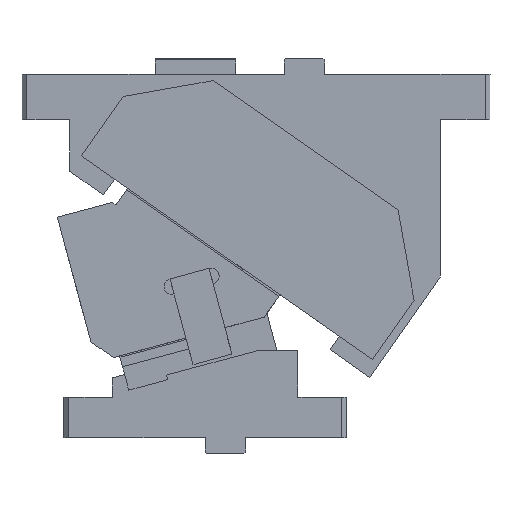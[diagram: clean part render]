
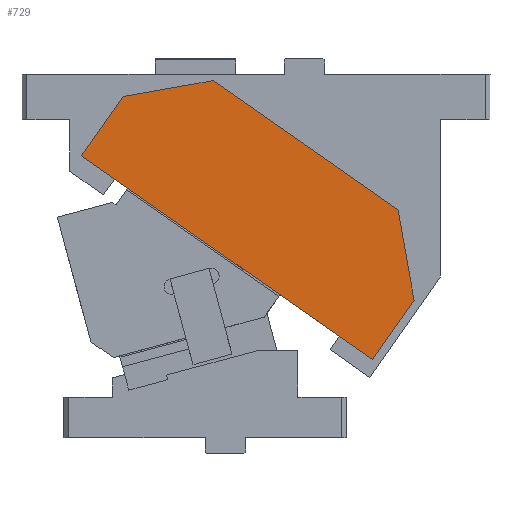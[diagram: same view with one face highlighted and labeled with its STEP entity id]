
A CAD part, left-side view. The second image highlights one B-rep face of the part: STEP entity #729.
In plain terms, the highlighted planar face has unit normal (-1, 0, 0).
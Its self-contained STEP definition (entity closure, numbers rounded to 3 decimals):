
#556=CARTESIAN_POINT('Vertex',(219.867,524.027,-50.511)) ;
#561=CARTESIAN_POINT('Line Origine',(219.867,511.121,-32.08)) ;
#565=CARTESIAN_POINT('Vertex',(219.867,498.216,-13.649)) ;
#592=CARTESIAN_POINT('Line Origine',(219.867,470.361,-8.738)) ;
#596=CARTESIAN_POINT('Vertex',(219.867,442.507,-3.826)) ;
#627=CARTESIAN_POINT('Vertex',(219.867,318.002,-139.836)) ;
#632=CARTESIAN_POINT('Line Origine',(219.867,330.908,-158.267)) ;
#636=CARTESIAN_POINT('Vertex',(219.867,343.813,-176.698)) ;
#674=CARTESIAN_POINT('Vertex',(219.867,327.825,-84.127)) ;
#677=CARTESIAN_POINT('Line Origine',(219.867,322.914,-111.982)) ;
#694=CARTESIAN_POINT('Line Origine',(219.867,385.166,-43.977)) ;
#711=CARTESIAN_POINT('Axis2P3D Location',(219.867,412.107,-82.452)) ;
#716=CARTESIAN_POINT('Line Origine',(219.867,433.92,-113.605)) ;
#562=DIRECTION('Vector Direction',(0.,0.574,-0.819)) ;
#593=DIRECTION('Vector Direction',(0.,0.985,-0.174)) ;
#633=DIRECTION('Vector Direction',(0.,-0.574,0.819)) ;
#678=DIRECTION('Vector Direction',(0.,0.174,0.985)) ;
#695=DIRECTION('Vector Direction',(0.,0.819,0.574)) ;
#712=DIRECTION('Axis2P3D Direction',(1.,0.,-0.)) ;
#713=DIRECTION('Axis2P3D XDirection',(0.,0.819,0.574)) ;
#717=DIRECTION('Vector Direction',(0.,-0.819,-0.574)) ;
#714=AXIS2_PLACEMENT_3D('Plane Axis2P3D',#711,#712,#713) ;
#722=ORIENTED_EDGE('',*,*,#598,.T.) ;
#723=ORIENTED_EDGE('',*,*,#567,.T.) ;
#724=ORIENTED_EDGE('',*,*,#720,.T.) ;
#725=ORIENTED_EDGE('',*,*,#638,.T.) ;
#726=ORIENTED_EDGE('',*,*,#681,.T.) ;
#727=ORIENTED_EDGE('',*,*,#698,.T.) ;
#563=VECTOR('Line Direction',#562,1.) ;
#594=VECTOR('Line Direction',#593,1.) ;
#634=VECTOR('Line Direction',#633,1.) ;
#679=VECTOR('Line Direction',#678,1.) ;
#696=VECTOR('Line Direction',#695,1.) ;
#718=VECTOR('Line Direction',#717,1.) ;
#729=ADVANCED_FACE('CAM HOLDER',(#728),#715,.F.) ;
#567=EDGE_CURVE('',#566,#557,#564,.T.) ;
#598=EDGE_CURVE('',#597,#566,#595,.T.) ;
#638=EDGE_CURVE('',#637,#628,#635,.T.) ;
#681=EDGE_CURVE('',#628,#675,#680,.T.) ;
#698=EDGE_CURVE('',#675,#597,#697,.T.) ;
#720=EDGE_CURVE('',#557,#637,#719,.T.) ;
#721=EDGE_LOOP('',(#722,#723,#724,#725,#726,#727)) ;
#728=FACE_OUTER_BOUND('',#721,.T.) ;
#564=LINE('Line',#561,#563) ;
#595=LINE('Line',#592,#594) ;
#635=LINE('Line',#632,#634) ;
#680=LINE('Line',#677,#679) ;
#697=LINE('Line',#694,#696) ;
#719=LINE('Line',#716,#718) ;
#715=PLANE('Plane',#714) ;
#557=VERTEX_POINT('',#556) ;
#566=VERTEX_POINT('',#565) ;
#597=VERTEX_POINT('',#596) ;
#628=VERTEX_POINT('',#627) ;
#637=VERTEX_POINT('',#636) ;
#675=VERTEX_POINT('',#674) ;
